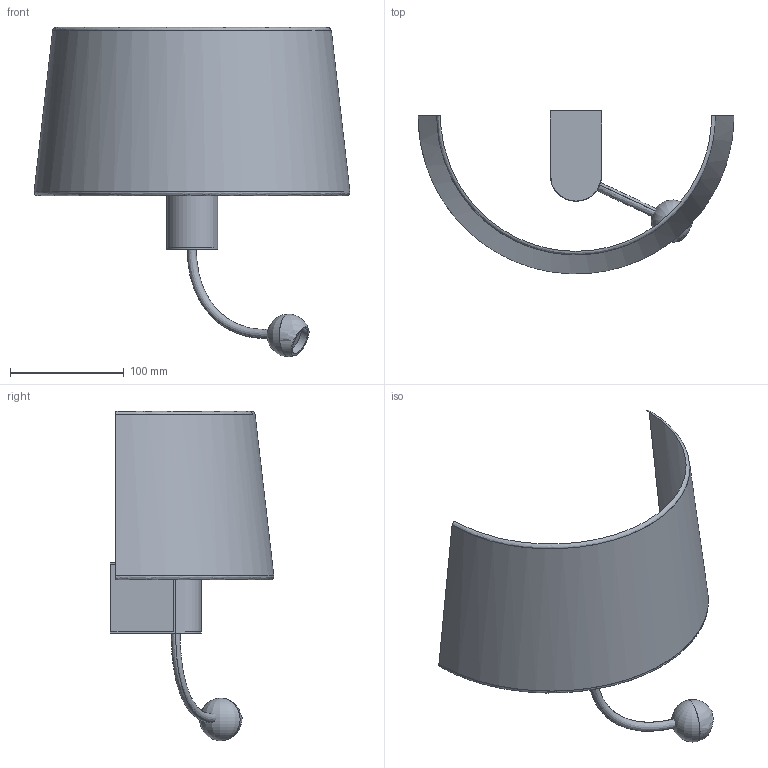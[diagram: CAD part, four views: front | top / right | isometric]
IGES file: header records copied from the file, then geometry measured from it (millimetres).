
Start section: SolidWorks IGES file using analytic representation for surfaces
Global section: file name: FARO HOTEL Aplique + led.IGS; native system: SolidWorks 2012; preprocessor: SolidWorks 2012; author: ZairaHolgado; date: 140403.114504; units: millimetre
Bounding box: 277.97 x 143.97 x 289.89 mm (x, y, z)
Surface area: 91999 mm2 (no closed solid volume)
Topology: 0 solids, 0 shells, 27 faces, 427 edges, 425 vertices
Faces by surface type: bspline 19, revolution 8
